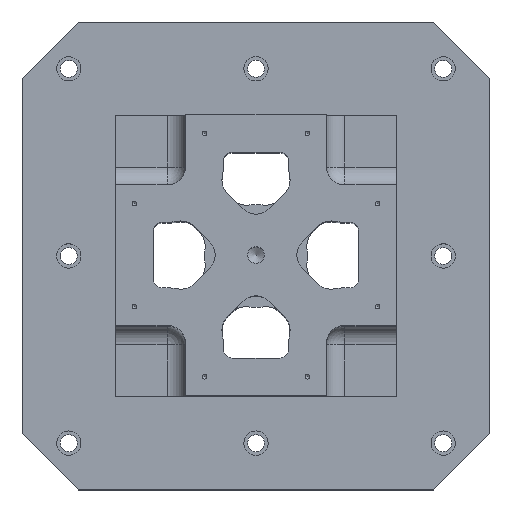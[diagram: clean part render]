
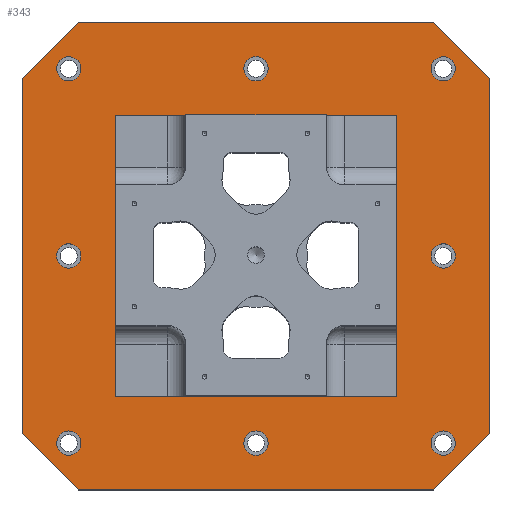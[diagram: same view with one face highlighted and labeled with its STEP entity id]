
A CAD part, top view. The second image highlights one B-rep face of the part: STEP entity #343.
In plain terms, the highlighted planar face has unit normal (0, 0, 1).
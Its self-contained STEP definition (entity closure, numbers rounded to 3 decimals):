
#343 = ADVANCED_FACE( '', ( #1324, #1325, #1326, #1327, #1328, #1329, #1330, #1331, #1332, #1333 ), #1334, .T. );
#1324 = FACE_BOUND( '', #2515, .T. );
#1325 = FACE_BOUND( '', #2516, .T. );
#1326 = FACE_BOUND( '', #2517, .T. );
#1327 = FACE_BOUND( '', #2518, .T. );
#1328 = FACE_BOUND( '', #2519, .T. );
#1329 = FACE_BOUND( '', #2520, .T. );
#1330 = FACE_BOUND( '', #2521, .T. );
#1331 = FACE_BOUND( '', #2522, .T. );
#1332 = FACE_OUTER_BOUND( '', #2523, .T. );
#1333 = FACE_BOUND( '', #2524, .T. );
#1334 = PLANE( '', #2525 );
#2515 = EDGE_LOOP( '', ( #4803 ) );
#2516 = EDGE_LOOP( '', ( #4804 ) );
#2517 = EDGE_LOOP( '', ( #4805 ) );
#2518 = EDGE_LOOP( '', ( #4806 ) );
#2519 = EDGE_LOOP( '', ( #4807 ) );
#2520 = EDGE_LOOP( '', ( #4808 ) );
#2521 = EDGE_LOOP( '', ( #4809 ) );
#2522 = EDGE_LOOP( '', ( #4810 ) );
#2523 = EDGE_LOOP( '', ( #4811, #4812, #4813, #4814, #4815, #4816, #4817, #4818 ) );
#2524 = EDGE_LOOP( '', ( #4819, #4820, #4821, #4822 ) );
#2525 = AXIS2_PLACEMENT_3D( '', #4823, #4824, #4825 );
#4803 = ORIENTED_EDGE( '', *, *, #6048, .T. );
#4804 = ORIENTED_EDGE( '', *, *, #6049, .T. );
#4805 = ORIENTED_EDGE( '', *, *, #6050, .T. );
#4806 = ORIENTED_EDGE( '', *, *, #6051, .T. );
#4807 = ORIENTED_EDGE( '', *, *, #6052, .T. );
#4808 = ORIENTED_EDGE( '', *, *, #6053, .T. );
#4809 = ORIENTED_EDGE( '', *, *, #6054, .T. );
#4810 = ORIENTED_EDGE( '', *, *, #6055, .T. );
#4811 = ORIENTED_EDGE( '', *, *, #6056, .T. );
#4812 = ORIENTED_EDGE( '', *, *, #5840, .T. );
#4813 = ORIENTED_EDGE( '', *, *, #6057, .T. );
#4814 = ORIENTED_EDGE( '', *, *, #5830, .T. );
#4815 = ORIENTED_EDGE( '', *, *, #6058, .T. );
#4816 = ORIENTED_EDGE( '', *, *, #5834, .T. );
#4817 = ORIENTED_EDGE( '', *, *, #6059, .T. );
#4818 = ORIENTED_EDGE( '', *, *, #5837, .T. );
#4819 = ORIENTED_EDGE( '', *, *, #5455, .F. );
#4820 = ORIENTED_EDGE( '', *, *, #5424, .F. );
#4821 = ORIENTED_EDGE( '', *, *, #5689, .F. );
#4822 = ORIENTED_EDGE( '', *, *, #5651, .F. );
#4823 = CARTESIAN_POINT( '', ( -250., -250., 50. ) );
#4824 = DIRECTION( '', ( 0., 0., 1. ) );
#4825 = DIRECTION( '', ( 1., 0., 0. ) );
#5424 = EDGE_CURVE( '', #6223, #6225, #6226, .T. );
#5455 = EDGE_CURVE( '', #6225, #6286, #6287, .T. );
#5651 = EDGE_CURVE( '', #6286, #6660, #6661, .T. );
#5689 = EDGE_CURVE( '', #6660, #6223, #6734, .T. );
#5830 = EDGE_CURVE( '', #6896, #6897, #6898, .F. );
#5834 = EDGE_CURVE( '', #6903, #6904, #6905, .F. );
#5837 = EDGE_CURVE( '', #6908, #6909, #6910, .F. );
#5840 = EDGE_CURVE( '', #6913, #6914, #6915, .F. );
#6048 = EDGE_CURVE( '', #7230, #7230, #7231, .T. );
#6049 = EDGE_CURVE( '', #7232, #7232, #7233, .T. );
#6050 = EDGE_CURVE( '', #7234, #7234, #7235, .T. );
#6051 = EDGE_CURVE( '', #7236, #7236, #7237, .T. );
#6052 = EDGE_CURVE( '', #7238, #7238, #7239, .T. );
#6053 = EDGE_CURVE( '', #7240, #7240, #7241, .T. );
#6054 = EDGE_CURVE( '', #7242, #7242, #7243, .T. );
#6055 = EDGE_CURVE( '', #7244, #7244, #7245, .T. );
#6056 = EDGE_CURVE( '', #6909, #6913, #7246, .T. );
#6057 = EDGE_CURVE( '', #6914, #6896, #7247, .T. );
#6058 = EDGE_CURVE( '', #6897, #6903, #7248, .T. );
#6059 = EDGE_CURVE( '', #6904, #6908, #7249, .T. );
#6223 = VERTEX_POINT( '', #7436 );
#6225 = VERTEX_POINT( '', #7439 );
#6226 = LINE( '', #7440, #7441 );
#6286 = VERTEX_POINT( '', #7502 );
#6287 = LINE( '', #7503, #7504 );
#6660 = VERTEX_POINT( '', #8141 );
#6661 = LINE( '', #8142, #8143 );
#6734 = LINE( '', #8221, #8222 );
#6896 = VERTEX_POINT( '', #8391 );
#6897 = VERTEX_POINT( '', #8392 );
#6898 = LINE( '', #8393, #8394 );
#6903 = VERTEX_POINT( '', #8401 );
#6904 = VERTEX_POINT( '', #8402 );
#6905 = LINE( '', #8403, #8404 );
#6908 = VERTEX_POINT( '', #8409 );
#6909 = VERTEX_POINT( '', #8410 );
#6910 = LINE( '', #8411, #8412 );
#6913 = VERTEX_POINT( '', #8417 );
#6914 = VERTEX_POINT( '', #8418 );
#6915 = LINE( '', #8419, #8420 );
#7230 = VERTEX_POINT( '', #9162 );
#7231 = CIRCLE( '', #9163, 13. );
#7232 = VERTEX_POINT( '', #9164 );
#7233 = CIRCLE( '', #9165, 13. );
#7234 = VERTEX_POINT( '', #9166 );
#7235 = CIRCLE( '', #9167, 13. );
#7236 = VERTEX_POINT( '', #9168 );
#7237 = CIRCLE( '', #9169, 13. );
#7238 = VERTEX_POINT( '', #9170 );
#7239 = CIRCLE( '', #9171, 13. );
#7240 = VERTEX_POINT( '', #9172 );
#7241 = CIRCLE( '', #9173, 13. );
#7242 = VERTEX_POINT( '', #9174 );
#7243 = CIRCLE( '', #9175, 13. );
#7244 = VERTEX_POINT( '', #9176 );
#7245 = CIRCLE( '', #9177, 13. );
#7246 = LINE( '', #9178, #9179 );
#7247 = LINE( '', #9180, #9181 );
#7248 = LINE( '', #9182, #9183 );
#7249 = LINE( '', #9184, #9185 );
#7436 = CARTESIAN_POINT( '', ( -150., 150., 50. ) );
#7439 = CARTESIAN_POINT( '', ( -150., -150., 50. ) );
#7440 = CARTESIAN_POINT( '', ( -150., 150., 50. ) );
#7441 = VECTOR( '', #9399, 1000. );
#7502 = CARTESIAN_POINT( '', ( 150., -150., 50. ) );
#7503 = CARTESIAN_POINT( '', ( -150., -150., 50. ) );
#7504 = VECTOR( '', #9488, 1000. );
#8141 = CARTESIAN_POINT( '', ( 150., 150., 50. ) );
#8142 = CARTESIAN_POINT( '', ( 150., -150., 50. ) );
#8143 = VECTOR( '', #9882, 1000. );
#8221 = CARTESIAN_POINT( '', ( 150., 150., 50. ) );
#8222 = VECTOR( '', #9984, 1000. );
#8391 = CARTESIAN_POINT( '', ( -250., -190., 50. ) );
#8392 = CARTESIAN_POINT( '', ( -190., -250., 50. ) );
#8393 = CARTESIAN_POINT( '', ( -220., -220., 50. ) );
#8394 = VECTOR( '', #10221, 1000. );
#8401 = CARTESIAN_POINT( '', ( 190., -250., 50. ) );
#8402 = CARTESIAN_POINT( '', ( 250., -190., 50. ) );
#8403 = CARTESIAN_POINT( '', ( -30., -470., 50. ) );
#8404 = VECTOR( '', #10227, 1000. );
#8409 = CARTESIAN_POINT( '', ( 250., 190., 50. ) );
#8410 = CARTESIAN_POINT( '', ( 190., 250., 50. ) );
#8411 = CARTESIAN_POINT( '', ( 220., 220., 50. ) );
#8412 = VECTOR( '', #10230, 1000. );
#8417 = CARTESIAN_POINT( '', ( -190., 250., 50. ) );
#8418 = CARTESIAN_POINT( '', ( -250., 190., 50. ) );
#8419 = CARTESIAN_POINT( '', ( -470., -30., 50. ) );
#8420 = VECTOR( '', #10233, 1000. );
#9162 = CARTESIAN_POINT( '', ( -200., -213., 50. ) );
#9163 = AXIS2_PLACEMENT_3D( '', #10570, #10571, #10572 );
#9164 = CARTESIAN_POINT( '', ( -200., 187., 50. ) );
#9165 = AXIS2_PLACEMENT_3D( '', #10573, #10574, #10575 );
#9166 = CARTESIAN_POINT( '', ( 0., -213., 50. ) );
#9167 = AXIS2_PLACEMENT_3D( '', #10576, #10577, #10578 );
#9168 = CARTESIAN_POINT( '', ( 200., -213., 50. ) );
#9169 = AXIS2_PLACEMENT_3D( '', #10579, #10580, #10581 );
#9170 = CARTESIAN_POINT( '', ( 200., -13., 50. ) );
#9171 = AXIS2_PLACEMENT_3D( '', #10582, #10583, #10584 );
#9172 = CARTESIAN_POINT( '', ( 200., 187., 50. ) );
#9173 = AXIS2_PLACEMENT_3D( '', #10585, #10586, #10587 );
#9174 = CARTESIAN_POINT( '', ( 0., 187., 50. ) );
#9175 = AXIS2_PLACEMENT_3D( '', #10588, #10589, #10590 );
#9176 = CARTESIAN_POINT( '', ( -200., -13., 50. ) );
#9177 = AXIS2_PLACEMENT_3D( '', #10591, #10592, #10593 );
#9178 = CARTESIAN_POINT( '', ( 250., 250., 50. ) );
#9179 = VECTOR( '', #10594, 1000. );
#9180 = CARTESIAN_POINT( '', ( -250., 250., 50. ) );
#9181 = VECTOR( '', #10595, 1000. );
#9182 = CARTESIAN_POINT( '', ( -250., -250., 50. ) );
#9183 = VECTOR( '', #10596, 1000. );
#9184 = CARTESIAN_POINT( '', ( 250., -250., 50. ) );
#9185 = VECTOR( '', #10597, 1000. );
#9399 = DIRECTION( '', ( 0., -1., 0. ) );
#9488 = DIRECTION( '', ( 1., 0., 0. ) );
#9882 = DIRECTION( '', ( 0., 1., 0. ) );
#9984 = DIRECTION( '', ( -1., 0., 0. ) );
#10221 = DIRECTION( '', ( -0.707, 0.707, 0. ) );
#10227 = DIRECTION( '', ( -0.707, -0.707, 0. ) );
#10230 = DIRECTION( '', ( 0.707, -0.707, 0. ) );
#10233 = DIRECTION( '', ( 0.707, 0.707, 0. ) );
#10570 = CARTESIAN_POINT( '', ( -200., -200., 50. ) );
#10571 = DIRECTION( '', ( 0., 0., -1. ) );
#10572 = DIRECTION( '', ( 0., -1., 0. ) );
#10573 = CARTESIAN_POINT( '', ( -200., 200., 50. ) );
#10574 = DIRECTION( '', ( 0., 0., -1. ) );
#10575 = DIRECTION( '', ( 0., -1., 0. ) );
#10576 = CARTESIAN_POINT( '', ( 0., -200., 50. ) );
#10577 = DIRECTION( '', ( 0., 0., -1. ) );
#10578 = DIRECTION( '', ( 0., -1., 0. ) );
#10579 = CARTESIAN_POINT( '', ( 200., -200., 50. ) );
#10580 = DIRECTION( '', ( 0., 0., -1. ) );
#10581 = DIRECTION( '', ( 0., -1., 0. ) );
#10582 = CARTESIAN_POINT( '', ( 200., 0., 50. ) );
#10583 = DIRECTION( '', ( 0., 0., -1. ) );
#10584 = DIRECTION( '', ( 0., -1., 0. ) );
#10585 = CARTESIAN_POINT( '', ( 200., 200., 50. ) );
#10586 = DIRECTION( '', ( 0., 0., -1. ) );
#10587 = DIRECTION( '', ( 0., -1., 0. ) );
#10588 = CARTESIAN_POINT( '', ( 0., 200., 50. ) );
#10589 = DIRECTION( '', ( 0., 0., -1. ) );
#10590 = DIRECTION( '', ( 0., -1., 0. ) );
#10591 = CARTESIAN_POINT( '', ( -200., 0., 50. ) );
#10592 = DIRECTION( '', ( 0., 0., -1. ) );
#10593 = DIRECTION( '', ( 0., -1., 0. ) );
#10594 = DIRECTION( '', ( -1., 0., 0. ) );
#10595 = DIRECTION( '', ( 0., -1., 0. ) );
#10596 = DIRECTION( '', ( 1., 0., 0. ) );
#10597 = DIRECTION( '', ( 0., 1., 0. ) );
